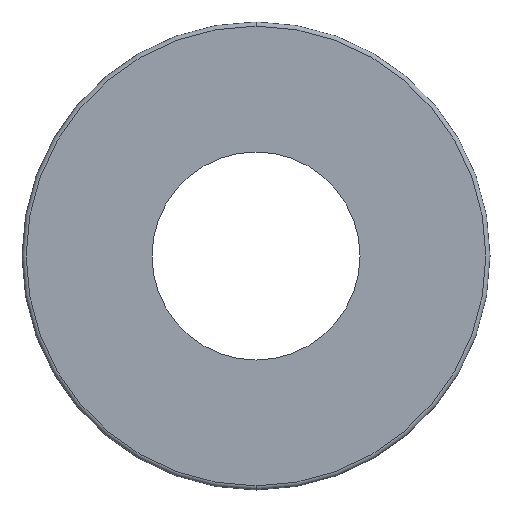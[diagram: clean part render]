
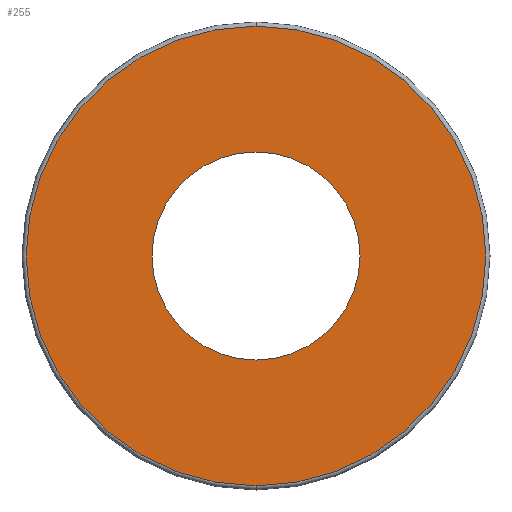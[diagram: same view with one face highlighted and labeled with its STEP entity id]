
A CAD part, front view. The second image highlights one B-rep face of the part: STEP entity #255.
In plain terms, the highlighted planar face has unit normal (0, -1, 0).
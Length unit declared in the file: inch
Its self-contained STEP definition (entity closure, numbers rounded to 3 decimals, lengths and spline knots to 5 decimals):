
#16 = ORIENTED_EDGE ( 'NONE', *, *, #285, .F. ) ;
#25 = AXIS2_PLACEMENT_3D ( 'NONE', #81, #238, #101 ) ;
#26 = EDGE_LOOP ( 'NONE', ( #313, #40 ) ) ;
#32 = CARTESIAN_POINT ( 'NONE',  ( 0., 0., -0.5525 ) ) ;
#40 = ORIENTED_EDGE ( 'NONE', *, *, #264, .T. ) ;
#44 = EDGE_LOOP ( 'NONE', ( #16, #292 ) ) ;
#55 = AXIS2_PLACEMENT_3D ( 'NONE', #122, #307, #147 ) ;
#61 = CARTESIAN_POINT ( 'NONE',  ( 0., 0., 0. ) ) ;
#81 = CARTESIAN_POINT ( 'NONE',  ( 0., 0., 0. ) ) ;
#85 = DIRECTION ( 'NONE',  ( 0., 0., -1. ) ) ;
#98 = DIRECTION ( 'NONE',  ( 0., -1., 0. ) ) ;
#101 = DIRECTION ( 'NONE',  ( 0., 0., -1. ) ) ;
#114 = EDGE_CURVE ( 'NONE', #266, #301, #224, .T. ) ;
#122 = CARTESIAN_POINT ( 'NONE',  ( 0., 0., 0. ) ) ;
#131 = CIRCLE ( 'NONE', #25, 0.25 ) ;
#140 = FACE_BOUND ( 'NONE', #44, .T. ) ;
#147 = DIRECTION ( 'NONE',  ( 0., 0., -1. ) ) ;
#148 = CIRCLE ( 'NONE', #290, 0.5525 ) ;
#149 = FACE_OUTER_BOUND ( 'NONE', #26, .T. ) ;
#164 = PLANE ( 'NONE',  #312 ) ;
#166 = DIRECTION ( 'NONE',  ( 0., 0., -1. ) ) ;
#167 = EDGE_CURVE ( 'NONE', #316, #321, #170, .T. ) ;
#170 = CIRCLE ( 'NONE', #182, 0.25 ) ;
#182 = AXIS2_PLACEMENT_3D ( 'NONE', #61, #212, #85 ) ;
#207 = CARTESIAN_POINT ( 'NONE',  ( 0., 0., 0.25 ) ) ;
#212 = DIRECTION ( 'NONE',  ( 0., -1., 0. ) ) ;
#224 = CIRCLE ( 'NONE', #55, 0.5525 ) ;
#236 = CARTESIAN_POINT ( 'NONE',  ( 0., 0., 0. ) ) ;
#238 = DIRECTION ( 'NONE',  ( 0., -1., 0. ) ) ;
#255 = ADVANCED_FACE ( 'NONE', ( #149, #140 ), #164, .T. ) ;
#262 = CARTESIAN_POINT ( 'NONE',  ( 0.25, 0., 0. ) ) ;
#263 = DIRECTION ( 'NONE',  ( 0., 0., -1. ) ) ;
#264 = EDGE_CURVE ( 'NONE', #301, #266, #148, .T. ) ;
#266 = VERTEX_POINT ( 'NONE', #32 ) ;
#285 = EDGE_CURVE ( 'NONE', #321, #316, #131, .T. ) ;
#290 = AXIS2_PLACEMENT_3D ( 'NONE', #236, #98, #263 ) ;
#292 = ORIENTED_EDGE ( 'NONE', *, *, #167, .F. ) ;
#301 = VERTEX_POINT ( 'NONE', #322 ) ;
#307 = DIRECTION ( 'NONE',  ( 0., -1., 0. ) ) ;
#312 = AXIS2_PLACEMENT_3D ( 'NONE', #262, #320, #166 ) ;
#313 = ORIENTED_EDGE ( 'NONE', *, *, #114, .T. ) ;
#316 = VERTEX_POINT ( 'NONE', #207 ) ;
#320 = DIRECTION ( 'NONE',  ( 0., -1., 0. ) ) ;
#321 = VERTEX_POINT ( 'NONE', #324 ) ;
#322 = CARTESIAN_POINT ( 'NONE',  ( 0., 0., 0.5525 ) ) ;
#324 = CARTESIAN_POINT ( 'NONE',  ( 0., 0., -0.25 ) ) ;
